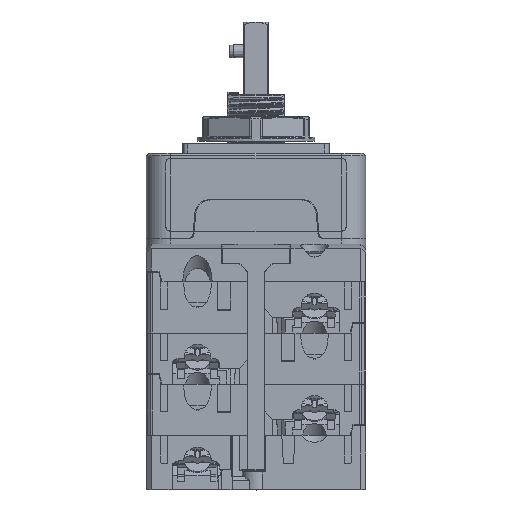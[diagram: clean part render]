
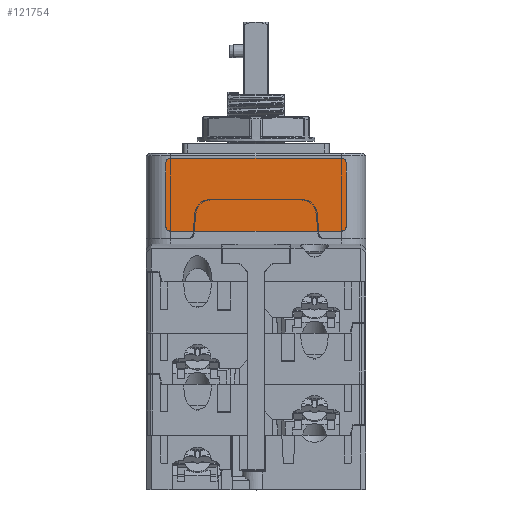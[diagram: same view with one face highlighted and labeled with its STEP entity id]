
A CAD part, top view. The second image highlights one B-rep face of the part: STEP entity #121754.
In plain terms, the highlighted face is planar.
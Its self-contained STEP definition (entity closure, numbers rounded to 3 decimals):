
#121535=CARTESIAN_POINT('',(-17.5,0.2,-6.5));
#121536=DIRECTION('',(0.,1.,0.));
#121537=DIRECTION('',(0.,0.,-1.));
#121538=AXIS2_PLACEMENT_3D('',#121535,#121536,#121537);
#121540=DIRECTION('',(-1.,0.,0.));
#121541=VECTOR('',#121540,35.);
#121542=CARTESIAN_POINT('',(17.5,0.2,-7.5));
#121543=LINE('',#121542,#121541);
#121544=CARTESIAN_POINT('',(17.5,0.2,-6.5));
#121545=DIRECTION('',(0.,1.,0.));
#121546=DIRECTION('',(1.,0.,0.));
#121547=AXIS2_PLACEMENT_3D('',#121544,#121545,#121546);
#121549=DIRECTION('',(0.,0.,-1.));
#121550=VECTOR('',#121549,13.);
#121551=CARTESIAN_POINT('',(18.5,0.2,6.5));
#121552=LINE('',#121551,#121550);
#121553=CARTESIAN_POINT('',(17.5,0.2,6.5));
#121554=DIRECTION('',(0.,1.,0.));
#121555=DIRECTION('',(0.,0.,1.));
#121556=AXIS2_PLACEMENT_3D('',#121553,#121554,#121555);
#121558=DIRECTION('',(1.,0.,0.));
#121559=VECTOR('',#121558,35.);
#121560=CARTESIAN_POINT('',(-17.5,0.2,7.5));
#121561=LINE('',#121560,#121559);
#121562=CARTESIAN_POINT('',(-17.5,0.2,6.5));
#121563=DIRECTION('',(0.,1.,0.));
#121564=DIRECTION('',(-1.,0.,0.));
#121565=AXIS2_PLACEMENT_3D('',#121562,#121563,#121564);
#121567=DIRECTION('',(0.,0.,1.));
#121568=VECTOR('',#121567,13.);
#121569=CARTESIAN_POINT('',(-18.5,0.2,-6.5));
#121570=LINE('',#121569,#121568);
#121575=CARTESIAN_POINT('',(-17.5,0.2,-7.5));
#121576=VERTEX_POINT('',#121575);
#121577=CARTESIAN_POINT('',(-18.5,0.2,-6.5));
#121578=VERTEX_POINT('',#121577);
#121583=CARTESIAN_POINT('',(18.5,0.2,-6.5));
#121584=VERTEX_POINT('',#121583);
#121585=CARTESIAN_POINT('',(17.5,0.2,-7.5));
#121586=VERTEX_POINT('',#121585);
#121591=CARTESIAN_POINT('',(-18.5,0.2,6.5));
#121592=VERTEX_POINT('',#121591);
#121593=CARTESIAN_POINT('',(-17.5,0.2,7.5));
#121594=VERTEX_POINT('',#121593);
#121599=CARTESIAN_POINT('',(17.5,0.2,7.5));
#121600=VERTEX_POINT('',#121599);
#121601=CARTESIAN_POINT('',(18.5,0.2,6.5));
#121602=VERTEX_POINT('',#121601);
#121739=CARTESIAN_POINT('',(0.,0.2,0.));
#121740=DIRECTION('',(0.,1.,0.));
#121741=DIRECTION('',(1.,0.,0.));
#121742=AXIS2_PLACEMENT_3D('',#121739,#121740,#121741);
#121743=PLANE('',#121742);
#121744=ORIENTED_EDGE('',*,*,#121635,.F.);
#121745=ORIENTED_EDGE('',*,*,#121651,.F.);
#121746=ORIENTED_EDGE('',*,*,#121664,.F.);
#121747=ORIENTED_EDGE('',*,*,#121679,.F.);
#121748=ORIENTED_EDGE('',*,*,#121692,.F.);
#121749=ORIENTED_EDGE('',*,*,#121705,.F.);
#121750=ORIENTED_EDGE('',*,*,#121720,.F.);
#121751=ORIENTED_EDGE('',*,*,#121732,.F.);
#121752=EDGE_LOOP('',(#121744,#121745,#121746,#121747,#121748,#121749,#121750,
#121751));
#121753=FACE_OUTER_BOUND('',#121752,.F.);
#121539=CIRCLE('',#121538,1.);
#121548=CIRCLE('',#121547,1.);
#121557=CIRCLE('',#121556,1.);
#121566=CIRCLE('',#121565,1.);
#121635=EDGE_CURVE('',#121576,#121578,#121539,.T.);
#121651=EDGE_CURVE('',#121586,#121576,#121543,.T.);
#121664=EDGE_CURVE('',#121584,#121586,#121548,.T.);
#121679=EDGE_CURVE('',#121602,#121584,#121552,.T.);
#121692=EDGE_CURVE('',#121600,#121602,#121557,.T.);
#121705=EDGE_CURVE('',#121594,#121600,#121561,.T.);
#121720=EDGE_CURVE('',#121592,#121594,#121566,.T.);
#121732=EDGE_CURVE('',#121578,#121592,#121570,.T.);
#121754=ADVANCED_FACE('',(#121753),#121743,.T.);
